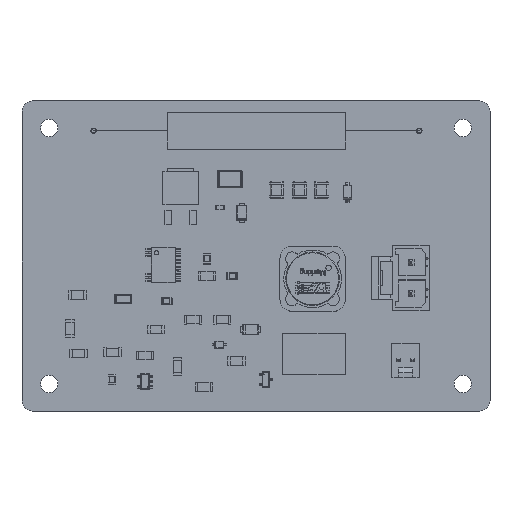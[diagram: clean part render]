
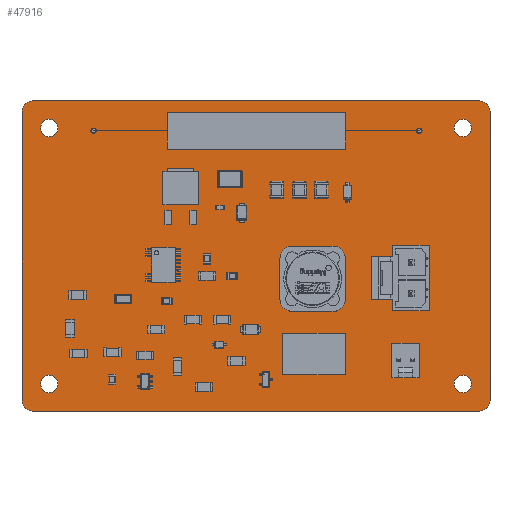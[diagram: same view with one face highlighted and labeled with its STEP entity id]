
A CAD part, top view. The second image highlights one B-rep face of the part: STEP entity #47916.
In plain terms, the highlighted planar face has unit normal (0, 0, 1).
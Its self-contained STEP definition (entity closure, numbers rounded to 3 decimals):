
#47613 = VERTEX_POINT('',#47614);
#47614 = CARTESIAN_POINT('',(121.,-45.,1.6));
#47620 = EDGE_CURVE('',#47613,#47621,#47623,.T.);
#47621 = VERTEX_POINT('',#47622);
#47622 = CARTESIAN_POINT('',(123.,-47.,1.6));
#47623 = CIRCLE('',#47624,2.);
#47624 = AXIS2_PLACEMENT_3D('',#47625,#47626,#47627);
#47625 = CARTESIAN_POINT('',(121.,-47.,1.6));
#47626 = DIRECTION('',(0.,0.,-1.));
#47627 = DIRECTION('',(0.,1.,0.));
#47655 = VERTEX_POINT('',#47656);
#47656 = CARTESIAN_POINT('',(39.,-45.,1.6));
#47662 = EDGE_CURVE('',#47655,#47613,#47663,.T.);
#47663 = LINE('',#47664,#47665);
#47664 = CARTESIAN_POINT('',(39.,-45.,1.6));
#47665 = VECTOR('',#47666,1.);
#47666 = DIRECTION('',(1.,0.,0.));
#47684 = EDGE_CURVE('',#47621,#47685,#47687,.T.);
#47685 = VERTEX_POINT('',#47686);
#47686 = CARTESIAN_POINT('',(123.,-100.,1.6));
#47687 = LINE('',#47688,#47689);
#47688 = CARTESIAN_POINT('',(123.,-47.,1.6));
#47689 = VECTOR('',#47690,1.);
#47690 = DIRECTION('',(0.,-1.,0.));
#47916 = ADVANCED_FACE('',(#47917,#47963,#47974,#47985,#47996,#48007,
    #48018,#48029,#48040,#48051,#48062,#48073,#48084,#48095,#48106),
  #48117,.F.);
#47917 = FACE_BOUND('',#47918,.F.);
#47918 = EDGE_LOOP('',(#47919,#47920,#47921,#47930,#47938,#47947,#47955,
    #47962));
#47919 = ORIENTED_EDGE('',*,*,#47620,.T.);
#47920 = ORIENTED_EDGE('',*,*,#47684,.T.);
#47921 = ORIENTED_EDGE('',*,*,#47922,.T.);
#47922 = EDGE_CURVE('',#47685,#47923,#47925,.T.);
#47923 = VERTEX_POINT('',#47924);
#47924 = CARTESIAN_POINT('',(121.,-102.,1.6));
#47925 = CIRCLE('',#47926,2.);
#47926 = AXIS2_PLACEMENT_3D('',#47927,#47928,#47929);
#47927 = CARTESIAN_POINT('',(121.,-100.,1.6));
#47928 = DIRECTION('',(0.,0.,-1.));
#47929 = DIRECTION('',(1.,0.,0.));
#47930 = ORIENTED_EDGE('',*,*,#47931,.T.);
#47931 = EDGE_CURVE('',#47923,#47932,#47934,.T.);
#47932 = VERTEX_POINT('',#47933);
#47933 = CARTESIAN_POINT('',(39.,-102.,1.6));
#47934 = LINE('',#47935,#47936);
#47935 = CARTESIAN_POINT('',(121.,-102.,1.6));
#47936 = VECTOR('',#47937,1.);
#47937 = DIRECTION('',(-1.,0.,0.));
#47938 = ORIENTED_EDGE('',*,*,#47939,.T.);
#47939 = EDGE_CURVE('',#47932,#47940,#47942,.T.);
#47940 = VERTEX_POINT('',#47941);
#47941 = CARTESIAN_POINT('',(37.,-100.,1.6));
#47942 = CIRCLE('',#47943,2.);
#47943 = AXIS2_PLACEMENT_3D('',#47944,#47945,#47946);
#47944 = CARTESIAN_POINT('',(39.,-100.,1.6));
#47945 = DIRECTION('',(0.,0.,-1.));
#47946 = DIRECTION('',(0.,-1.,0.));
#47947 = ORIENTED_EDGE('',*,*,#47948,.T.);
#47948 = EDGE_CURVE('',#47940,#47949,#47951,.T.);
#47949 = VERTEX_POINT('',#47950);
#47950 = CARTESIAN_POINT('',(37.,-47.,1.6));
#47951 = LINE('',#47952,#47953);
#47952 = CARTESIAN_POINT('',(37.,-100.,1.6));
#47953 = VECTOR('',#47954,1.);
#47954 = DIRECTION('',(0.,1.,0.));
#47955 = ORIENTED_EDGE('',*,*,#47956,.T.);
#47956 = EDGE_CURVE('',#47949,#47655,#47957,.T.);
#47957 = CIRCLE('',#47958,2.);
#47958 = AXIS2_PLACEMENT_3D('',#47959,#47960,#47961);
#47959 = CARTESIAN_POINT('',(39.,-47.,1.6));
#47960 = DIRECTION('',(0.,0.,-1.));
#47961 = DIRECTION('',(-1.,0.,-0.));
#47962 = ORIENTED_EDGE('',*,*,#47662,.T.);
#47963 = FACE_BOUND('',#47964,.F.);
#47964 = EDGE_LOOP('',(#47965));
#47965 = ORIENTED_EDGE('',*,*,#47966,.F.);
#47966 = EDGE_CURVE('',#47967,#47967,#47969,.T.);
#47967 = VERTEX_POINT('',#47968);
#47968 = CARTESIAN_POINT('',(118.,-98.6,1.6));
#47969 = CIRCLE('',#47970,1.6);
#47970 = AXIS2_PLACEMENT_3D('',#47971,#47972,#47973);
#47971 = CARTESIAN_POINT('',(118.,-97.,1.6));
#47972 = DIRECTION('',(-0.,0.,-1.));
#47973 = DIRECTION('',(-0.,-1.,0.));
#47974 = FACE_BOUND('',#47975,.F.);
#47975 = EDGE_LOOP('',(#47976));
#47976 = ORIENTED_EDGE('',*,*,#47977,.F.);
#47977 = EDGE_CURVE('',#47978,#47978,#47980,.T.);
#47978 = VERTEX_POINT('',#47979);
#47979 = CARTESIAN_POINT('',(108.74,-93.11,1.6));
#47980 = CIRCLE('',#47981,0.51);
#47981 = AXIS2_PLACEMENT_3D('',#47982,#47983,#47984);
#47982 = CARTESIAN_POINT('',(108.74,-92.6,1.6));
#47983 = DIRECTION('',(-0.,0.,-1.));
#47984 = DIRECTION('',(0.,-1.,0.));
#47985 = FACE_BOUND('',#47986,.F.);
#47986 = EDGE_LOOP('',(#47987));
#47987 = ORIENTED_EDGE('',*,*,#47988,.F.);
#47988 = EDGE_CURVE('',#47989,#47989,#47991,.T.);
#47989 = VERTEX_POINT('',#47990);
#47990 = CARTESIAN_POINT('',(106.2,-93.11,1.6));
#47991 = CIRCLE('',#47992,0.51);
#47992 = AXIS2_PLACEMENT_3D('',#47993,#47994,#47995);
#47993 = CARTESIAN_POINT('',(106.2,-92.6,1.6));
#47994 = DIRECTION('',(-0.,0.,-1.));
#47995 = DIRECTION('',(0.,-1.,-0.));
#47996 = FACE_BOUND('',#47997,.F.);
#47997 = EDGE_LOOP('',(#47998));
#47998 = ORIENTED_EDGE('',*,*,#47999,.F.);
#47999 = EDGE_CURVE('',#48000,#48000,#48002,.T.);
#48000 = VERTEX_POINT('',#48001);
#48001 = CARTESIAN_POINT('',(93.19,-90.47,1.6));
#48002 = CIRCLE('',#48003,0.47);
#48003 = AXIS2_PLACEMENT_3D('',#48004,#48005,#48006);
#48004 = CARTESIAN_POINT('',(93.19,-90.,1.6));
#48005 = DIRECTION('',(-0.,0.,-1.));
#48006 = DIRECTION('',(-0.,-1.,0.));
#48007 = FACE_BOUND('',#48008,.F.);
#48008 = EDGE_LOOP('',(#48009));
#48009 = ORIENTED_EDGE('',*,*,#48010,.F.);
#48010 = EDGE_CURVE('',#48011,#48011,#48013,.T.);
#48011 = VERTEX_POINT('',#48012);
#48012 = CARTESIAN_POINT('',(90.65,-90.47,1.6));
#48013 = CIRCLE('',#48014,0.47);
#48014 = AXIS2_PLACEMENT_3D('',#48015,#48016,#48017);
#48015 = CARTESIAN_POINT('',(90.65,-90.,1.6));
#48016 = DIRECTION('',(-0.,0.,-1.));
#48017 = DIRECTION('',(-0.,-1.,0.));
#48018 = FACE_BOUND('',#48019,.F.);
#48019 = EDGE_LOOP('',(#48020));
#48020 = ORIENTED_EDGE('',*,*,#48021,.F.);
#48021 = EDGE_CURVE('',#48022,#48022,#48024,.T.);
#48022 = VERTEX_POINT('',#48023);
#48023 = CARTESIAN_POINT('',(88.11,-90.47,1.6));
#48024 = CIRCLE('',#48025,0.47);
#48025 = AXIS2_PLACEMENT_3D('',#48026,#48027,#48028);
#48026 = CARTESIAN_POINT('',(88.11,-90.,1.6));
#48027 = DIRECTION('',(-0.,0.,-1.));
#48028 = DIRECTION('',(-0.,-1.,0.));
#48029 = FACE_BOUND('',#48030,.F.);
#48030 = EDGE_LOOP('',(#48031));
#48031 = ORIENTED_EDGE('',*,*,#48032,.F.);
#48032 = EDGE_CURVE('',#48033,#48033,#48035,.T.);
#48033 = VERTEX_POINT('',#48034);
#48034 = CARTESIAN_POINT('',(108.5,-81.625,1.6));
#48035 = CIRCLE('',#48036,0.925);
#48036 = AXIS2_PLACEMENT_3D('',#48037,#48038,#48039);
#48037 = CARTESIAN_POINT('',(108.5,-80.7,1.6));
#48038 = DIRECTION('',(-0.,0.,-1.));
#48039 = DIRECTION('',(-0.,-1.,0.));
#48040 = FACE_BOUND('',#48041,.F.);
#48041 = EDGE_LOOP('',(#48042));
#48042 = ORIENTED_EDGE('',*,*,#48043,.F.);
#48043 = EDGE_CURVE('',#48044,#48044,#48046,.T.);
#48044 = VERTEX_POINT('',#48045);
#48045 = CARTESIAN_POINT('',(109.84,-79.375,1.6));
#48046 = CIRCLE('',#48047,1.525);
#48047 = AXIS2_PLACEMENT_3D('',#48048,#48049,#48050);
#48048 = CARTESIAN_POINT('',(109.84,-77.85,1.6));
#48049 = DIRECTION('',(-0.,0.,-1.));
#48050 = DIRECTION('',(-0.,-1.,0.));
#48051 = FACE_BOUND('',#48052,.F.);
#48052 = EDGE_LOOP('',(#48053));
#48053 = ORIENTED_EDGE('',*,*,#48054,.F.);
#48054 = EDGE_CURVE('',#48055,#48055,#48057,.T.);
#48055 = VERTEX_POINT('',#48056);
#48056 = CARTESIAN_POINT('',(108.5,-75.925,1.6));
#48057 = CIRCLE('',#48058,0.925);
#48058 = AXIS2_PLACEMENT_3D('',#48059,#48060,#48061);
#48059 = CARTESIAN_POINT('',(108.5,-75.,1.6));
#48060 = DIRECTION('',(-0.,0.,-1.));
#48061 = DIRECTION('',(-0.,-1.,0.));
#48062 = FACE_BOUND('',#48063,.F.);
#48063 = EDGE_LOOP('',(#48064));
#48064 = ORIENTED_EDGE('',*,*,#48065,.F.);
#48065 = EDGE_CURVE('',#48066,#48066,#48068,.T.);
#48066 = VERTEX_POINT('',#48067);
#48067 = CARTESIAN_POINT('',(42.,-98.6,1.6));
#48068 = CIRCLE('',#48069,1.6);
#48069 = AXIS2_PLACEMENT_3D('',#48070,#48071,#48072);
#48070 = CARTESIAN_POINT('',(42.,-97.,1.6));
#48071 = DIRECTION('',(-0.,0.,-1.));
#48072 = DIRECTION('',(-0.,-1.,0.));
#48073 = FACE_BOUND('',#48074,.F.);
#48074 = EDGE_LOOP('',(#48075));
#48075 = ORIENTED_EDGE('',*,*,#48076,.F.);
#48076 = EDGE_CURVE('',#48077,#48077,#48079,.T.);
#48077 = VERTEX_POINT('',#48078);
#48078 = CARTESIAN_POINT('',(118.,-51.6,1.6));
#48079 = CIRCLE('',#48080,1.6);
#48080 = AXIS2_PLACEMENT_3D('',#48081,#48082,#48083);
#48081 = CARTESIAN_POINT('',(118.,-50.,1.6));
#48082 = DIRECTION('',(-0.,0.,-1.));
#48083 = DIRECTION('',(-0.,-1.,0.));
#48084 = FACE_BOUND('',#48085,.F.);
#48085 = EDGE_LOOP('',(#48086));
#48086 = ORIENTED_EDGE('',*,*,#48087,.F.);
#48087 = EDGE_CURVE('',#48088,#48088,#48090,.T.);
#48088 = VERTEX_POINT('',#48089);
#48089 = CARTESIAN_POINT('',(110.,-51.005,1.6));
#48090 = CIRCLE('',#48091,0.505);
#48091 = AXIS2_PLACEMENT_3D('',#48092,#48093,#48094);
#48092 = CARTESIAN_POINT('',(110.,-50.5,1.6));
#48093 = DIRECTION('',(-0.,0.,-1.));
#48094 = DIRECTION('',(-0.,-1.,0.));
#48095 = FACE_BOUND('',#48096,.F.);
#48096 = EDGE_LOOP('',(#48097));
#48097 = ORIENTED_EDGE('',*,*,#48098,.F.);
#48098 = EDGE_CURVE('',#48099,#48099,#48101,.T.);
#48099 = VERTEX_POINT('',#48100);
#48100 = CARTESIAN_POINT('',(50.16,-51.005,1.6));
#48101 = CIRCLE('',#48102,0.505);
#48102 = AXIS2_PLACEMENT_3D('',#48103,#48104,#48105);
#48103 = CARTESIAN_POINT('',(50.16,-50.5,1.6));
#48104 = DIRECTION('',(-0.,0.,-1.));
#48105 = DIRECTION('',(-0.,-1.,0.));
#48106 = FACE_BOUND('',#48107,.F.);
#48107 = EDGE_LOOP('',(#48108));
#48108 = ORIENTED_EDGE('',*,*,#48109,.F.);
#48109 = EDGE_CURVE('',#48110,#48110,#48112,.T.);
#48110 = VERTEX_POINT('',#48111);
#48111 = CARTESIAN_POINT('',(42.,-51.6,1.6));
#48112 = CIRCLE('',#48113,1.6);
#48113 = AXIS2_PLACEMENT_3D('',#48114,#48115,#48116);
#48114 = CARTESIAN_POINT('',(42.,-50.,1.6));
#48115 = DIRECTION('',(-0.,0.,-1.));
#48116 = DIRECTION('',(-0.,-1.,0.));
#48117 = PLANE('',#48118);
#48118 = AXIS2_PLACEMENT_3D('',#48119,#48120,#48121);
#48119 = CARTESIAN_POINT('',(80.,-73.5,1.6));
#48120 = DIRECTION('',(-0.,-0.,-1.));
#48121 = DIRECTION('',(-1.,0.,0.));
